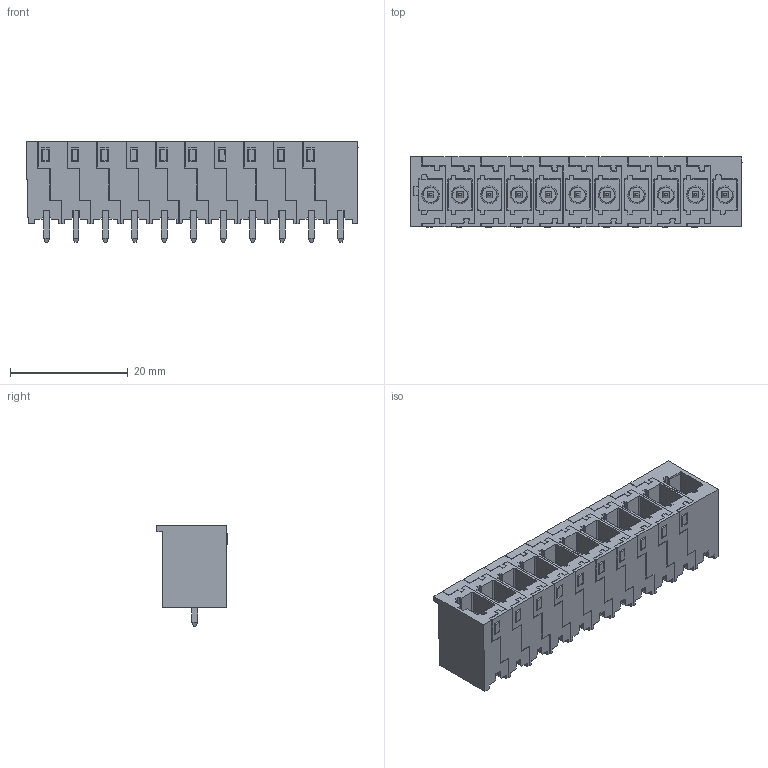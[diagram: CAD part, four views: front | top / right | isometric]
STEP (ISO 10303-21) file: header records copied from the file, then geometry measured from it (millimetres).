
FILE_DESCRIPTION(('CATIA V5 STEP Exchange','CAx-IF Rec.Pracs.--- Model Styling and Organization---1.4--- 2014-01-23'),'2;1');
FILE_NAME ('1328277-3_0_8000072461_8000072461.stp','2022-05-03T12:21:33+00:00',('none'),('Weidmueller'),'CATIA Version 5-6 Release 2016 SP3 HF44','CATIA V5 STEP AP214','none');
FILE_SCHEMA(('AUTOMOTIVE_DESIGN { 1 0 10303 214 1 1 1 1 }'));
Length unit declared in the file: millimetre
Products named in the file (1): 8000072461
Bounding box: 56.4 x 11.98 x 17.15 mm (x, y, z)
Volume: 5815.6 mm3; surface area: 11851 mm2
Topology: 22 solids, 22 shells, 1301 faces, 3564 edges, 2328 vertices
Faces by surface type: plane 1192, cylinder 87, cone 22
Entity records: 41268 total; most frequent: CARTESIAN_POINT 8360, ORIENTED_EDGE 7128, DIRECTION 6078, EDGE_CURVE 3564, VECTOR 3346, LINE 3346, VERTEX_POINT 2328, AXIS2_PLACEMENT_3D 1432
